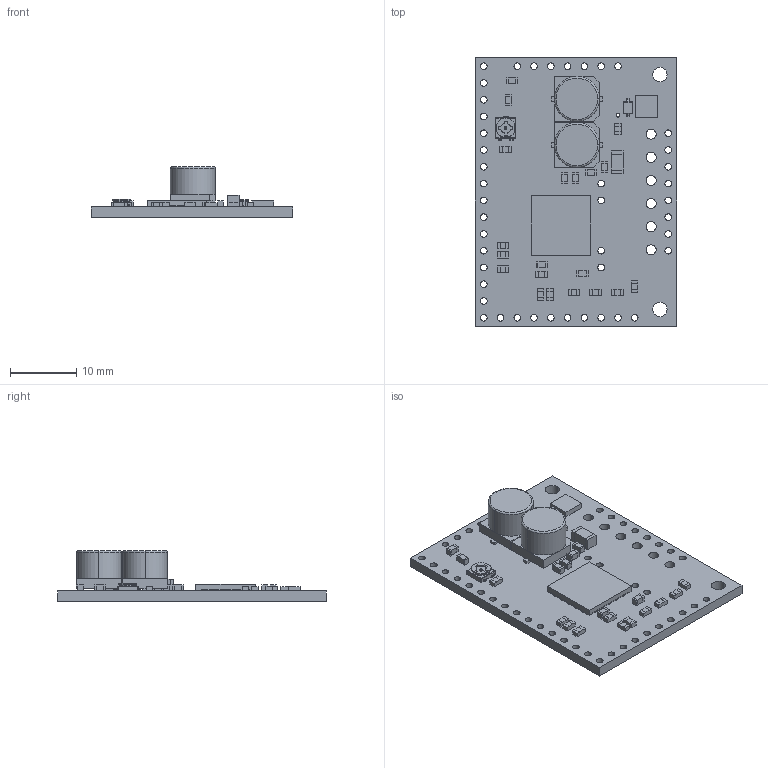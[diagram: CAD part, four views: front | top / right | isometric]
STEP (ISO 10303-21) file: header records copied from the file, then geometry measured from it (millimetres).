
FILE_DESCRIPTION (( 'STEP AP214' ), '1' );
FILE_NAME ('tb67S128ftg-stepper-motor-driver-carrier-step.step', '2019-07-11T22:45:17', ( '' ), ( '' ), 'SwSTEP 2.0', 'SolidWorks 2016', '' );
FILE_SCHEMA (( 'AUTOMOTIVE_DESIGN' ));
Length unit declared in the file: millimetre
Products named in the file (1): tb67S128ftg-stepper-motor-driver-carrier-step
Bounding box: 30.48 x 40.64 x 7.67 mm (x, y, z)
Volume: 2442.2 mm3; surface area: 3654 mm2
Topology: 1 solids, 1 shells, 1369 faces, 3872 edges, 2504 vertices
Faces by surface type: plane 988, cylinder 222, bspline 145, torus 10, sphere 4
Entity records: 64211 total; most frequent: CARTESIAN_POINT 13989, ORIENTED_EDGE 7736, DIRECTION 6442, EDGE_CURVE 3868, VECTOR 3056, LINE 3056, VERTEX_POINT 2504, AXIS2_PLACEMENT_3D 1693
